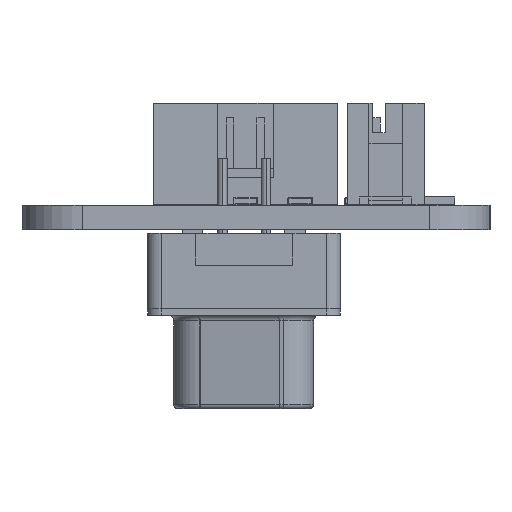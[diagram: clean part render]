
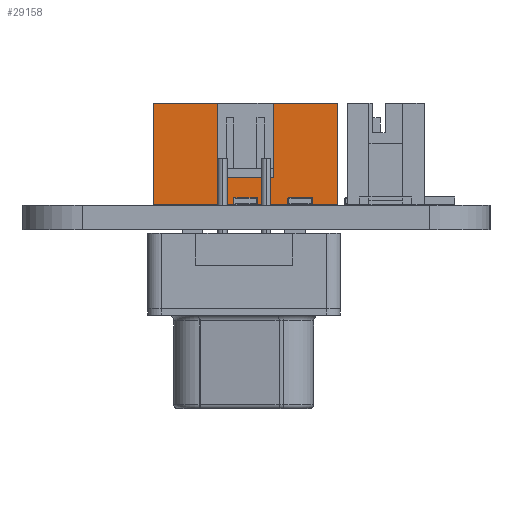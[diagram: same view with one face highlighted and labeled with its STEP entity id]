
A CAD part, left-side view. The second image highlights one B-rep face of the part: STEP entity #29158.
In plain terms, the highlighted face is planar.
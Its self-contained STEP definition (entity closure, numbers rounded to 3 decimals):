
#26787 = PLANE('',#26788);
#26788 = AXIS2_PLACEMENT_3D('',#26789,#26790,#26791);
#26789 = CARTESIAN_POINT('',(0.,6.6,0.975));
#26790 = DIRECTION('',(0.,-1.,0.));
#26791 = DIRECTION('',(1.,0.,0.));
#27098 = PLANE('',#27099);
#27099 = AXIS2_PLACEMENT_3D('',#27100,#27101,#27102);
#27100 = CARTESIAN_POINT('',(4.175,1.75,1.775));
#27101 = DIRECTION('',(-1.,0.,0.));
#27102 = DIRECTION('',(0.,0.,1.));
#27126 = PLANE('',#27127);
#27127 = AXIS2_PLACEMENT_3D('',#27128,#27129,#27130);
#27128 = CARTESIAN_POINT('',(7.775,1.75,1.775));
#27129 = DIRECTION('',(0.,1.,0.));
#27130 = DIRECTION('',(-1.,0.,0.));
#27152 = PLANE('',#27153);
#27153 = AXIS2_PLACEMENT_3D('',#27154,#27155,#27156);
#27154 = CARTESIAN_POINT('',(7.775,1.75,1.775));
#27155 = DIRECTION('',(1.,0.,0.));
#27156 = DIRECTION('',(0.,0.,-1.));
#27389 = PLANE('',#27390);
#27390 = AXIS2_PLACEMENT_3D('',#27391,#27392,#27393);
#27391 = CARTESIAN_POINT('',(0.,6.6,0.975));
#27392 = DIRECTION('',(0.,-1.,0.));
#27393 = DIRECTION('',(1.,0.,0.));
#28220 = VERTEX_POINT('',#28221);
#28221 = CARTESIAN_POINT('',(0.,6.6,0.975));
#28235 = PLANE('',#28236);
#28236 = AXIS2_PLACEMENT_3D('',#28237,#28238,#28239);
#28237 = CARTESIAN_POINT('',(0.,6.6,0.975));
#28238 = DIRECTION('',(-1.,0.,0.));
#28239 = DIRECTION('',(0.,0.,1.));
#28247 = EDGE_CURVE('',#28220,#28248,#28250,.T.);
#28248 = VERTEX_POINT('',#28249);
#28249 = CARTESIAN_POINT('',(4.175,6.6,0.975));
#28250 = SURFACE_CURVE('',#28251,(#28255,#28262),.PCURVE_S1.);
#28251 = LINE('',#28252,#28253);
#28252 = CARTESIAN_POINT('',(0.,6.6,0.975));
#28253 = VECTOR('',#28254,1.);
#28254 = DIRECTION('',(1.,0.,0.));
#28255 = PCURVE('',#26787,#28256);
#28256 = DEFINITIONAL_REPRESENTATION('',(#28257),#28261);
#28257 = LINE('',#28258,#28259);
#28258 = CARTESIAN_POINT('',(0.,0.));
#28259 = VECTOR('',#28260,1.);
#28260 = DIRECTION('',(1.,0.));
#28261 = ( GEOMETRIC_REPRESENTATION_CONTEXT(2) 
PARAMETRIC_REPRESENTATION_CONTEXT() REPRESENTATION_CONTEXT('2D SPACE',''
  ) );
#28262 = PCURVE('',#28263,#28268);
#28263 = PLANE('',#28264);
#28264 = AXIS2_PLACEMENT_3D('',#28265,#28266,#28267);
#28265 = CARTESIAN_POINT('',(0.,6.6,0.975));
#28266 = DIRECTION('',(0.,0.,1.));
#28267 = DIRECTION('',(1.,0.,0.));
#28268 = DEFINITIONAL_REPRESENTATION('',(#28269),#28273);
#28269 = LINE('',#28270,#28271);
#28270 = CARTESIAN_POINT('',(0.,0.));
#28271 = VECTOR('',#28272,1.);
#28272 = DIRECTION('',(1.,0.));
#28273 = ( GEOMETRIC_REPRESENTATION_CONTEXT(2) 
PARAMETRIC_REPRESENTATION_CONTEXT() REPRESENTATION_CONTEXT('2D SPACE',''
  ) );
#28567 = EDGE_CURVE('',#28568,#28248,#28570,.T.);
#28568 = VERTEX_POINT('',#28569);
#28569 = CARTESIAN_POINT('',(4.175,1.75,0.975));
#28570 = SURFACE_CURVE('',#28571,(#28575,#28582),.PCURVE_S1.);
#28571 = LINE('',#28572,#28573);
#28572 = CARTESIAN_POINT('',(4.175,1.75,0.975));
#28573 = VECTOR('',#28574,1.);
#28574 = DIRECTION('',(0.,1.,0.));
#28575 = PCURVE('',#27098,#28576);
#28576 = DEFINITIONAL_REPRESENTATION('',(#28577),#28581);
#28577 = LINE('',#28578,#28579);
#28578 = CARTESIAN_POINT('',(-0.8,0.));
#28579 = VECTOR('',#28580,1.);
#28580 = DIRECTION('',(0.,1.));
#28581 = ( GEOMETRIC_REPRESENTATION_CONTEXT(2) 
PARAMETRIC_REPRESENTATION_CONTEXT() REPRESENTATION_CONTEXT('2D SPACE',''
  ) );
#28582 = PCURVE('',#28263,#28583);
#28583 = DEFINITIONAL_REPRESENTATION('',(#28584),#28588);
#28584 = LINE('',#28585,#28586);
#28585 = CARTESIAN_POINT('',(4.175,-4.85));
#28586 = VECTOR('',#28587,1.);
#28587 = DIRECTION('',(0.,1.));
#28588 = ( GEOMETRIC_REPRESENTATION_CONTEXT(2) 
PARAMETRIC_REPRESENTATION_CONTEXT() REPRESENTATION_CONTEXT('2D SPACE',''
  ) );
#28620 = VERTEX_POINT('',#28621);
#28621 = CARTESIAN_POINT('',(7.775,1.75,0.975));
#28642 = EDGE_CURVE('',#28620,#28643,#28645,.T.);
#28643 = VERTEX_POINT('',#28644);
#28644 = CARTESIAN_POINT('',(7.775,6.6,0.975));
#28645 = SURFACE_CURVE('',#28646,(#28650,#28657),.PCURVE_S1.);
#28646 = LINE('',#28647,#28648);
#28647 = CARTESIAN_POINT('',(7.775,1.75,0.975));
#28648 = VECTOR('',#28649,1.);
#28649 = DIRECTION('',(0.,1.,0.));
#28650 = PCURVE('',#27152,#28651);
#28651 = DEFINITIONAL_REPRESENTATION('',(#28652),#28656);
#28652 = LINE('',#28653,#28654);
#28653 = CARTESIAN_POINT('',(0.8,0.));
#28654 = VECTOR('',#28655,1.);
#28655 = DIRECTION('',(0.,1.));
#28656 = ( GEOMETRIC_REPRESENTATION_CONTEXT(2) 
PARAMETRIC_REPRESENTATION_CONTEXT() REPRESENTATION_CONTEXT('2D SPACE',''
  ) );
#28657 = PCURVE('',#28263,#28658);
#28658 = DEFINITIONAL_REPRESENTATION('',(#28659),#28663);
#28659 = LINE('',#28660,#28661);
#28660 = CARTESIAN_POINT('',(7.775,-4.85));
#28661 = VECTOR('',#28662,1.);
#28662 = DIRECTION('',(0.,1.));
#28663 = ( GEOMETRIC_REPRESENTATION_CONTEXT(2) 
PARAMETRIC_REPRESENTATION_CONTEXT() REPRESENTATION_CONTEXT('2D SPACE',''
  ) );
#28691 = EDGE_CURVE('',#28620,#28568,#28692,.T.);
#28692 = SURFACE_CURVE('',#28693,(#28697,#28704),.PCURVE_S1.);
#28693 = LINE('',#28694,#28695);
#28694 = CARTESIAN_POINT('',(4.175,1.75,0.975));
#28695 = VECTOR('',#28696,1.);
#28696 = DIRECTION('',(-1.,0.,0.));
#28697 = PCURVE('',#27126,#28698);
#28698 = DEFINITIONAL_REPRESENTATION('',(#28699),#28703);
#28699 = LINE('',#28700,#28701);
#28700 = CARTESIAN_POINT('',(3.6,-0.8));
#28701 = VECTOR('',#28702,1.);
#28702 = DIRECTION('',(1.,0.));
#28703 = ( GEOMETRIC_REPRESENTATION_CONTEXT(2) 
PARAMETRIC_REPRESENTATION_CONTEXT() REPRESENTATION_CONTEXT('2D SPACE',''
  ) );
#28704 = PCURVE('',#28263,#28705);
#28705 = DEFINITIONAL_REPRESENTATION('',(#28706),#28710);
#28706 = LINE('',#28707,#28708);
#28707 = CARTESIAN_POINT('',(4.175,-4.85));
#28708 = VECTOR('',#28709,1.);
#28709 = DIRECTION('',(-1.,0.));
#28710 = ( GEOMETRIC_REPRESENTATION_CONTEXT(2) 
PARAMETRIC_REPRESENTATION_CONTEXT() REPRESENTATION_CONTEXT('2D SPACE',''
  ) );
#28839 = VERTEX_POINT('',#28840);
#28840 = CARTESIAN_POINT('',(11.95,6.6,0.975));
#28854 = PLANE('',#28855);
#28855 = AXIS2_PLACEMENT_3D('',#28856,#28857,#28858);
#28856 = CARTESIAN_POINT('',(11.95,6.6,0.975));
#28857 = DIRECTION('',(-1.,0.,0.));
#28858 = DIRECTION('',(0.,0.,1.));
#28919 = EDGE_CURVE('',#28643,#28839,#28920,.T.);
#28920 = SURFACE_CURVE('',#28921,(#28925,#28932),.PCURVE_S1.);
#28921 = LINE('',#28922,#28923);
#28922 = CARTESIAN_POINT('',(0.,6.6,0.975));
#28923 = VECTOR('',#28924,1.);
#28924 = DIRECTION('',(1.,0.,0.));
#28925 = PCURVE('',#27389,#28926);
#28926 = DEFINITIONAL_REPRESENTATION('',(#28927),#28931);
#28927 = LINE('',#28928,#28929);
#28928 = CARTESIAN_POINT('',(0.,0.));
#28929 = VECTOR('',#28930,1.);
#28930 = DIRECTION('',(1.,0.));
#28931 = ( GEOMETRIC_REPRESENTATION_CONTEXT(2) 
PARAMETRIC_REPRESENTATION_CONTEXT() REPRESENTATION_CONTEXT('2D SPACE',''
  ) );
#28932 = PCURVE('',#28263,#28933);
#28933 = DEFINITIONAL_REPRESENTATION('',(#28934),#28938);
#28934 = LINE('',#28935,#28936);
#28935 = CARTESIAN_POINT('',(0.,0.));
#28936 = VECTOR('',#28937,1.);
#28937 = DIRECTION('',(1.,0.));
#28938 = ( GEOMETRIC_REPRESENTATION_CONTEXT(2) 
PARAMETRIC_REPRESENTATION_CONTEXT() REPRESENTATION_CONTEXT('2D SPACE',''
  ) );
#29158 = ADVANCED_FACE('',(#29159),#28263,.F.);
#29159 = FACE_BOUND('',#29160,.F.);
#29160 = EDGE_LOOP('',(#29161,#29184,#29212,#29233,#29234,#29235,#29236,
    #29237));
#29161 = ORIENTED_EDGE('',*,*,#29162,.T.);
#29162 = EDGE_CURVE('',#28220,#29163,#29165,.T.);
#29163 = VERTEX_POINT('',#29164);
#29164 = CARTESIAN_POINT('',(0.,0.,0.975));
#29165 = SURFACE_CURVE('',#29166,(#29170,#29177),.PCURVE_S1.);
#29166 = LINE('',#29167,#29168);
#29167 = CARTESIAN_POINT('',(0.,6.6,0.975));
#29168 = VECTOR('',#29169,1.);
#29169 = DIRECTION('',(0.,-1.,0.));
#29170 = PCURVE('',#28263,#29171);
#29171 = DEFINITIONAL_REPRESENTATION('',(#29172),#29176);
#29172 = LINE('',#29173,#29174);
#29173 = CARTESIAN_POINT('',(0.,0.));
#29174 = VECTOR('',#29175,1.);
#29175 = DIRECTION('',(0.,-1.));
#29176 = ( GEOMETRIC_REPRESENTATION_CONTEXT(2) 
PARAMETRIC_REPRESENTATION_CONTEXT() REPRESENTATION_CONTEXT('2D SPACE',''
  ) );
#29177 = PCURVE('',#28235,#29178);
#29178 = DEFINITIONAL_REPRESENTATION('',(#29179),#29183);
#29179 = LINE('',#29180,#29181);
#29180 = CARTESIAN_POINT('',(0.,0.));
#29181 = VECTOR('',#29182,1.);
#29182 = DIRECTION('',(0.,-1.));
#29183 = ( GEOMETRIC_REPRESENTATION_CONTEXT(2) 
PARAMETRIC_REPRESENTATION_CONTEXT() REPRESENTATION_CONTEXT('2D SPACE',''
  ) );
#29184 = ORIENTED_EDGE('',*,*,#29185,.T.);
#29185 = EDGE_CURVE('',#29163,#29186,#29188,.T.);
#29186 = VERTEX_POINT('',#29187);
#29187 = CARTESIAN_POINT('',(11.95,0.,0.975));
#29188 = SURFACE_CURVE('',#29189,(#29193,#29200),.PCURVE_S1.);
#29189 = LINE('',#29190,#29191);
#29190 = CARTESIAN_POINT('',(0.,0.,0.975));
#29191 = VECTOR('',#29192,1.);
#29192 = DIRECTION('',(1.,0.,0.));
#29193 = PCURVE('',#28263,#29194);
#29194 = DEFINITIONAL_REPRESENTATION('',(#29195),#29199);
#29195 = LINE('',#29196,#29197);
#29196 = CARTESIAN_POINT('',(0.,-6.6));
#29197 = VECTOR('',#29198,1.);
#29198 = DIRECTION('',(1.,0.));
#29199 = ( GEOMETRIC_REPRESENTATION_CONTEXT(2) 
PARAMETRIC_REPRESENTATION_CONTEXT() REPRESENTATION_CONTEXT('2D SPACE',''
  ) );
#29200 = PCURVE('',#29201,#29206);
#29201 = PLANE('',#29202);
#29202 = AXIS2_PLACEMENT_3D('',#29203,#29204,#29205);
#29203 = CARTESIAN_POINT('',(0.,0.,5.975));
#29204 = DIRECTION('',(0.,1.,0.));
#29205 = DIRECTION('',(0.,0.,-1.));
#29206 = DEFINITIONAL_REPRESENTATION('',(#29207),#29211);
#29207 = LINE('',#29208,#29209);
#29208 = CARTESIAN_POINT('',(5.,0.));
#29209 = VECTOR('',#29210,1.);
#29210 = DIRECTION('',(0.,-1.));
#29211 = ( GEOMETRIC_REPRESENTATION_CONTEXT(2) 
PARAMETRIC_REPRESENTATION_CONTEXT() REPRESENTATION_CONTEXT('2D SPACE',''
  ) );
#29212 = ORIENTED_EDGE('',*,*,#29213,.F.);
#29213 = EDGE_CURVE('',#28839,#29186,#29214,.T.);
#29214 = SURFACE_CURVE('',#29215,(#29219,#29226),.PCURVE_S1.);
#29215 = LINE('',#29216,#29217);
#29216 = CARTESIAN_POINT('',(11.95,6.6,0.975));
#29217 = VECTOR('',#29218,1.);
#29218 = DIRECTION('',(0.,-1.,0.));
#29219 = PCURVE('',#28263,#29220);
#29220 = DEFINITIONAL_REPRESENTATION('',(#29221),#29225);
#29221 = LINE('',#29222,#29223);
#29222 = CARTESIAN_POINT('',(11.95,0.));
#29223 = VECTOR('',#29224,1.);
#29224 = DIRECTION('',(0.,-1.));
#29225 = ( GEOMETRIC_REPRESENTATION_CONTEXT(2) 
PARAMETRIC_REPRESENTATION_CONTEXT() REPRESENTATION_CONTEXT('2D SPACE',''
  ) );
#29226 = PCURVE('',#28854,#29227);
#29227 = DEFINITIONAL_REPRESENTATION('',(#29228),#29232);
#29228 = LINE('',#29229,#29230);
#29229 = CARTESIAN_POINT('',(0.,0.));
#29230 = VECTOR('',#29231,1.);
#29231 = DIRECTION('',(0.,-1.));
#29232 = ( GEOMETRIC_REPRESENTATION_CONTEXT(2) 
PARAMETRIC_REPRESENTATION_CONTEXT() REPRESENTATION_CONTEXT('2D SPACE',''
  ) );
#29233 = ORIENTED_EDGE('',*,*,#28919,.F.);
#29234 = ORIENTED_EDGE('',*,*,#28642,.F.);
#29235 = ORIENTED_EDGE('',*,*,#28691,.T.);
#29236 = ORIENTED_EDGE('',*,*,#28567,.T.);
#29237 = ORIENTED_EDGE('',*,*,#28247,.F.);
